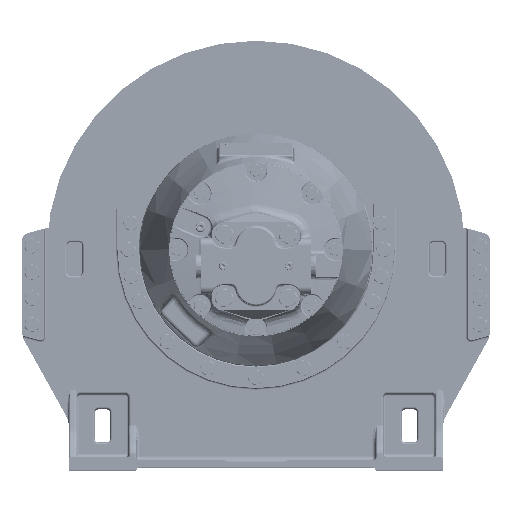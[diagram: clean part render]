
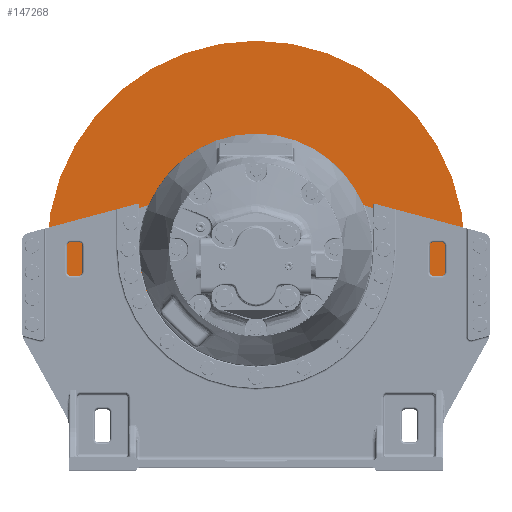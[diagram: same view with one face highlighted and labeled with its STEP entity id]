
A CAD part, top view. The second image highlights one B-rep face of the part: STEP entity #147268.
In plain terms, the highlighted planar face has unit normal (0, 0, 1).
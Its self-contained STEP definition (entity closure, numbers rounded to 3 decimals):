
#133189=CARTESIAN_POINT('',(0.,0.,-7.536));
#133190=DIRECTION('',(0.,0.,1.));
#133191=DIRECTION('',(1.,0.,0.));
#133192=AXIS2_PLACEMENT_3D('',#133189,#133190,#133191);
#133194=CARTESIAN_POINT('',(0.,0.,-7.536));
#133195=DIRECTION('',(0.,0.,1.));
#133196=DIRECTION('',(-1.,0.,0.));
#133197=AXIS2_PLACEMENT_3D('',#133194,#133195,#133196);
#133199=CARTESIAN_POINT('',(0.,0.,-7.536));
#133200=DIRECTION('',(0.,0.,-1.));
#133201=DIRECTION('',(-1.,0.,0.));
#133202=AXIS2_PLACEMENT_3D('',#133199,#133200,#133201);
#133204=CARTESIAN_POINT('',(0.,0.,-7.536));
#133205=DIRECTION('',(0.,0.,-1.));
#133206=DIRECTION('',(1.,0.,0.));
#133207=AXIS2_PLACEMENT_3D('',#133204,#133205,#133206);
#146364=CARTESIAN_POINT('',(-7.,0.,-7.536));
#146366=VERTEX_POINT('',#146364);
#146407=CARTESIAN_POINT('',(7.,0.,-7.536));
#146408=VERTEX_POINT('',#146407);
#146491=CARTESIAN_POINT('',(-13.95,0.,-7.536));
#146492=VERTEX_POINT('',#146491);
#146503=CARTESIAN_POINT('',(13.95,0.,-7.536));
#146504=VERTEX_POINT('',#146503);
#147252=CARTESIAN_POINT('',(0.,-13.95,-7.536));
#147253=DIRECTION('',(0.,0.,-1.));
#147254=DIRECTION('',(1.,0.,0.));
#147255=AXIS2_PLACEMENT_3D('',#147252,#147253,#147254);
#147256=PLANE('',#147255);
#147257=ORIENTED_EDGE('',*,*,#147235,.F.);
#147259=ORIENTED_EDGE('',*,*,#147258,.F.);
#147260=EDGE_LOOP('',(#147257,#147259));
#147261=FACE_OUTER_BOUND('',#147260,.F.);
#147263=ORIENTED_EDGE('',*,*,#147262,.F.);
#147265=ORIENTED_EDGE('',*,*,#147264,.F.);
#147266=EDGE_LOOP('',(#147263,#147265));
#147267=FACE_BOUND('',#147266,.F.);
#133193=CIRCLE('',#133192,13.95);
#133198=CIRCLE('',#133197,13.95);
#133203=CIRCLE('',#133202,7.);
#133208=CIRCLE('',#133207,7.);
#147235=EDGE_CURVE('',#146504,#146492,#133193,.T.);
#147258=EDGE_CURVE('',#146492,#146504,#133198,.T.);
#147262=EDGE_CURVE('',#146366,#146408,#133203,.T.);
#147264=EDGE_CURVE('',#146408,#146366,#133208,.T.);
#147268=ADVANCED_FACE('',(#147261,#147267),#147256,.F.);
